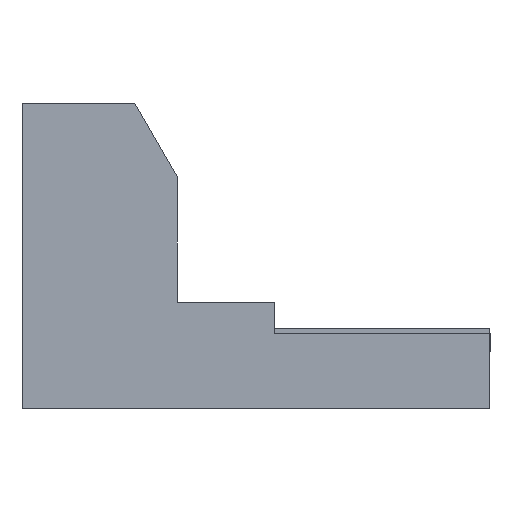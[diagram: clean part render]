
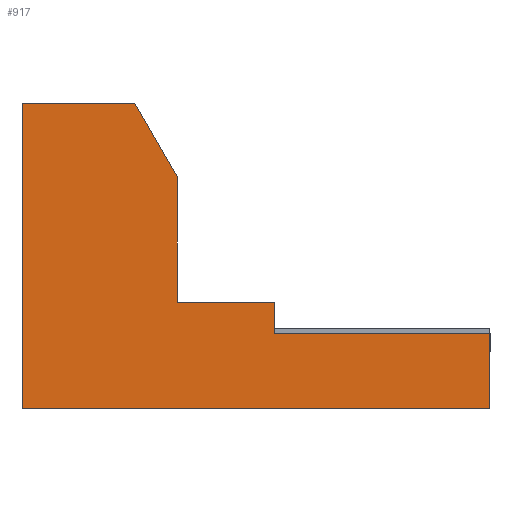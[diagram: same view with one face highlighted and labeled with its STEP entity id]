
A CAD part, left-side view. The second image highlights one B-rep face of the part: STEP entity #917.
In plain terms, the highlighted planar face has unit normal (-1, 0, 0).
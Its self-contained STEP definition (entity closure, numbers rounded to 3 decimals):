
#885=AXIS2_PLACEMENT_3D('Plane Axis2P3D',#882,#883,#884) ;
#157=CARTESIAN_POINT('Vertex',(0.,9.35,0.)) ;
#160=CARTESIAN_POINT('Line Origine',(0.,9.35,3.05)) ;
#164=CARTESIAN_POINT('Vertex',(0.,9.35,6.1)) ;
#188=CARTESIAN_POINT('Line Origine',(0.,8.223,6.1)) ;
#192=CARTESIAN_POINT('Vertex',(0.,7.096,6.1)) ;
#689=CARTESIAN_POINT('Vertex',(0.,4.3,1.5)) ;
#692=CARTESIAN_POINT('Line Origine',(0.,2.15,1.5)) ;
#696=CARTESIAN_POINT('Vertex',(0.,0.,1.5)) ;
#716=CARTESIAN_POINT('Vertex',(0.,0.,0.)) ;
#726=CARTESIAN_POINT('Line Origine',(0.,0.,0.75)) ;
#755=CARTESIAN_POINT('Line Origine',(0.,4.675,0.)) ;
#863=CARTESIAN_POINT('Line Origine',(0.,6.673,5.368)) ;
#867=CARTESIAN_POINT('Vertex',(0.,6.25,4.635)) ;
#882=CARTESIAN_POINT('Axis2P3D Location',(0.,9.35,0.)) ;
#887=CARTESIAN_POINT('Line Origine',(0.,4.3,1.813)) ;
#891=CARTESIAN_POINT('Vertex',(0.,4.3,2.125)) ;
#894=CARTESIAN_POINT('Line Origine',(0.,5.275,2.125)) ;
#898=CARTESIAN_POINT('Vertex',(0.,6.25,2.125)) ;
#901=CARTESIAN_POINT('Line Origine',(0.,6.25,3.38)) ;
#161=DIRECTION('Vector Direction',(0.,0.,1.)) ;
#189=DIRECTION('Vector Direction',(0.,-1.,0.)) ;
#693=DIRECTION('Vector Direction',(0.,1.,0.)) ;
#727=DIRECTION('Vector Direction',(0.,0.,-1.)) ;
#756=DIRECTION('Vector Direction',(0.,1.,0.)) ;
#864=DIRECTION('Vector Direction',(0.,-0.5,-0.866)) ;
#883=DIRECTION('Axis2P3D Direction',(1.,0.,0.)) ;
#884=DIRECTION('Axis2P3D XDirection',(0.,1.,0.)) ;
#888=DIRECTION('Vector Direction',(0.,0.,1.)) ;
#895=DIRECTION('Vector Direction',(0.,-1.,0.)) ;
#902=DIRECTION('Vector Direction',(0.,0.,1.)) ;
#162=VECTOR('Line Direction',#161,1.) ;
#190=VECTOR('Line Direction',#189,1.) ;
#694=VECTOR('Line Direction',#693,1.) ;
#728=VECTOR('Line Direction',#727,1.) ;
#757=VECTOR('Line Direction',#756,1.) ;
#865=VECTOR('Line Direction',#864,1.) ;
#889=VECTOR('Line Direction',#888,1.) ;
#896=VECTOR('Line Direction',#895,1.) ;
#903=VECTOR('Line Direction',#902,1.) ;
#907=ORIENTED_EDGE('',*,*,#730,.F.) ;
#908=ORIENTED_EDGE('',*,*,#698,.F.) ;
#909=ORIENTED_EDGE('',*,*,#893,.F.) ;
#910=ORIENTED_EDGE('',*,*,#900,.F.) ;
#911=ORIENTED_EDGE('',*,*,#905,.F.) ;
#912=ORIENTED_EDGE('',*,*,#869,.F.) ;
#913=ORIENTED_EDGE('',*,*,#194,.F.) ;
#914=ORIENTED_EDGE('',*,*,#166,.F.) ;
#915=ORIENTED_EDGE('',*,*,#759,.T.) ;
#917=ADVANCED_FACE('ISTE WKS1/2.1\\PartBody',(#916),#886,.F.) ;
#166=EDGE_CURVE('',#158,#165,#163,.T.) ;
#194=EDGE_CURVE('',#165,#193,#191,.T.) ;
#698=EDGE_CURVE('',#690,#697,#695,.F.) ;
#730=EDGE_CURVE('',#697,#717,#729,.T.) ;
#759=EDGE_CURVE('',#158,#717,#758,.F.) ;
#869=EDGE_CURVE('',#193,#868,#866,.T.) ;
#893=EDGE_CURVE('',#892,#690,#890,.F.) ;
#900=EDGE_CURVE('',#899,#892,#897,.T.) ;
#905=EDGE_CURVE('',#868,#899,#904,.F.) ;
#906=EDGE_LOOP('',(#907,#908,#909,#910,#911,#912,#913,#914,#915)) ;
#916=FACE_OUTER_BOUND('',#906,.T.) ;
#163=LINE('Line',#160,#162) ;
#191=LINE('Line',#188,#190) ;
#695=LINE('Line',#692,#694) ;
#729=LINE('Line',#726,#728) ;
#758=LINE('Line',#755,#757) ;
#866=LINE('Line',#863,#865) ;
#890=LINE('Line',#887,#889) ;
#897=LINE('Line',#894,#896) ;
#904=LINE('Line',#901,#903) ;
#886=PLANE('',#885) ;
#158=VERTEX_POINT('',#157) ;
#165=VERTEX_POINT('',#164) ;
#193=VERTEX_POINT('',#192) ;
#690=VERTEX_POINT('',#689) ;
#697=VERTEX_POINT('',#696) ;
#717=VERTEX_POINT('',#716) ;
#868=VERTEX_POINT('',#867) ;
#892=VERTEX_POINT('',#891) ;
#899=VERTEX_POINT('',#898) ;
